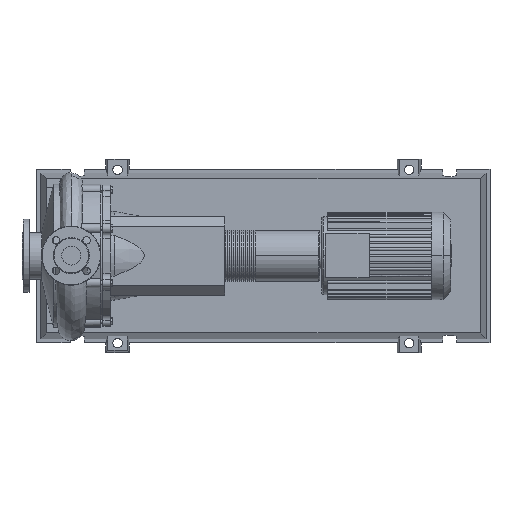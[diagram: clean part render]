
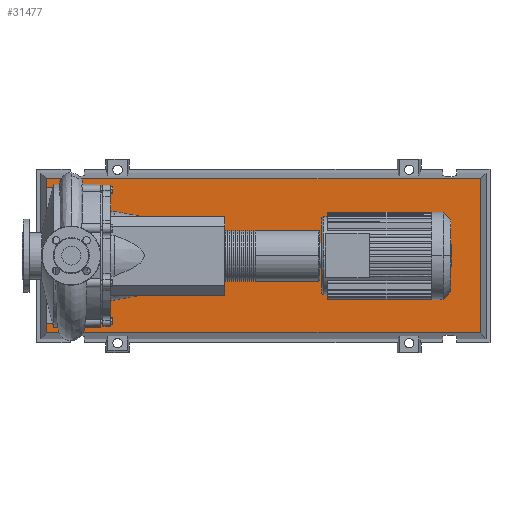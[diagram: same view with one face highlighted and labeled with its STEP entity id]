
A CAD part, top view. The second image highlights one B-rep face of the part: STEP entity #31477.
In plain terms, the highlighted planar face has unit normal (0, 0, 1).
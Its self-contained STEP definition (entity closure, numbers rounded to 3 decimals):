
#31158=CARTESIAN_POINT('',(1037.971,-195.471,103.0));
#31159=VERTEX_POINT('',#31158);
#31166=CARTESIAN_POINT('',(-62.971,-195.471,103.0));
#31167=VERTEX_POINT('',#31166);
#31168=CARTESIAN_POINT('',(1037.971,-195.471,103.0));
#31169=DIRECTION('',(-1.0,0.0,0.0));
#31170=VECTOR('',#31169,1100.941);
#31171=LINE('',#31168,#31170);
#31172=EDGE_CURVE('',#31159,#31167,#31171,.T.);
#31390=CARTESIAN_POINT('',(1037.971,195.471,103.0));
#31391=VERTEX_POINT('',#31390);
#31392=CARTESIAN_POINT('',(1037.971,195.471,103.0));
#31393=DIRECTION('',(0.0,-1.0,0.0));
#31394=VECTOR('',#31393,390.941);
#31395=LINE('',#31392,#31394);
#31396=EDGE_CURVE('',#31391,#31159,#31395,.T.);
#31414=CARTESIAN_POINT('',(-62.971,195.471,103.0));
#31415=VERTEX_POINT('',#31414);
#31416=CARTESIAN_POINT('',(-62.971,-195.471,103.0));
#31417=DIRECTION('',(0.0,1.0,0.0));
#31418=VECTOR('',#31417,390.941);
#31419=LINE('',#31416,#31418);
#31420=EDGE_CURVE('',#31167,#31415,#31419,.T.);
#31453=CARTESIAN_POINT('',(-62.971,195.471,103.0));
#31454=DIRECTION('',(1.0,0.0,0.0));
#31455=VECTOR('',#31454,1100.941);
#31456=LINE('',#31453,#31455);
#31457=EDGE_CURVE('',#31415,#31391,#31456,.T.);
#31466=CARTESIAN_POINT('',(487.5,0.,103.0));
#31467=DIRECTION('',(0.0,0.0,1.0));
#31468=DIRECTION('',(1.0,0.0,0.0));
#31469=AXIS2_PLACEMENT_3D('',#31466,#31467,#31468);
#31470=PLANE('',#31469);
#31471=ORIENTED_EDGE('',*,*,#31396,.F.);
#31472=ORIENTED_EDGE('',*,*,#31457,.F.);
#31473=ORIENTED_EDGE('',*,*,#31420,.F.);
#31474=ORIENTED_EDGE('',*,*,#31172,.F.);
#31475=EDGE_LOOP('',(#31471,#31472,#31473,#31474));
#31476=FACE_OUTER_BOUND('',#31475,.T.);
#31477=ADVANCED_FACE('',(#31476),#31470,.T.);
